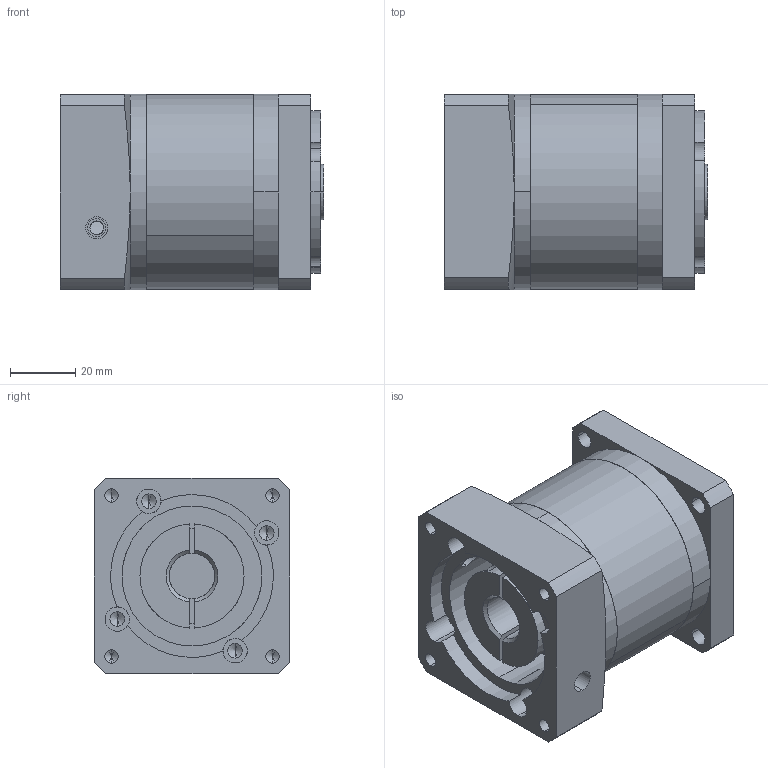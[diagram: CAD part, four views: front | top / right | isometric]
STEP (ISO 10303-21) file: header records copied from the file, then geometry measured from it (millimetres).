
FILE_DESCRIPTION (( 'STEP AP214' ), '1' );
FILE_NAME ('LRK60-L1 M5.STEP', '2022-11-02T08:48:37', ( '微软用户' ), ( '微软中国' ), 'SwSTEP 2.0', 'SolidWorks 2018', '' );
FILE_SCHEMA (( 'AUTOMOTIVE_DESIGN' ));
Length unit declared in the file: millimetre
Products named in the file (4): LRK60怀堤傷; LRF60输入端-M5; LRF60齿圈_L1; LRK60-L1 M5
Assembly tree (3 placements, depth 2):
  LRK60-L1 M5
    LRF60输入端-M5
    LRF60齿圈_L1
    LRK60怀堤傷
Bounding box: 81 x 60 x 60 mm (x, y, z)
Volume: 189663 mm3; surface area: 51642.8 mm2
Topology: 3 solids, 3 shells, 193 faces, 497 edges, 314 vertices
Faces by surface type: cylinder 103, plane 68, cone 22
Entity records: 6511 total; most frequent: CARTESIAN_POINT 1390, DIRECTION 1093, ORIENTED_EDGE 962, EDGE_CURVE 481, AXIS2_PLACEMENT_3D 437, VERTEX_POINT 314, CIRCLE 238, EDGE_LOOP 235
